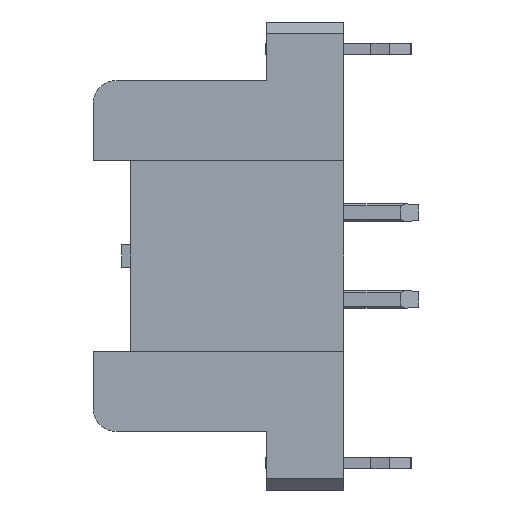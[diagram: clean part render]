
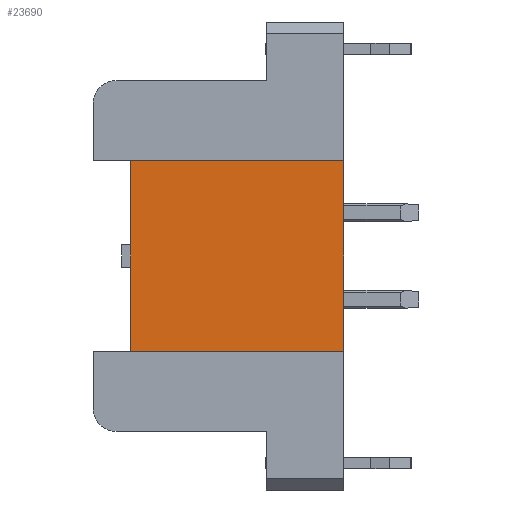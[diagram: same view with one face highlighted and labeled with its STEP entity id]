
A CAD part, front view. The second image highlights one B-rep face of the part: STEP entity #23690.
In plain terms, the highlighted planar face has unit normal (0, -1, 0).
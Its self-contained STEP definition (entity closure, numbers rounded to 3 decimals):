
#600=CARTESIAN_POINT('',(-9.873,8.781,
-38.287));
#610=VERTEX_POINT('',#600);
#640=CARTESIAN_POINT('',(-7.123,8.781,-38.287));
#650=DIRECTION('',(1.,0.,0.));
#660=VECTOR('',#650,1.);
#670=LINE('',#640,#660);
#680=CARTESIAN_POINT('',(-0.523,8.781,
-38.287));
#690=VERTEX_POINT('',#680);
#700=EDGE_CURVE('',#610,#690,#670,.T.);
#18200=CARTESIAN_POINT('',(-0.523,8.781,-29.918));
#18210=DIRECTION('',(0.,0.,-1.));
#18220=VECTOR('',#18210,1.);
#18230=LINE('',#18200,#18220);
#18240=CARTESIAN_POINT('',(-0.523,8.781,-29.918)
);
#18250=VERTEX_POINT('',#18240);
#18260=EDGE_CURVE('',#18250,#690,#18230,.T.);
#23460=CARTESIAN_POINT('',(-10.023,8.781,-18.488));
#23470=DIRECTION('',(0.,-1.,-0.));
#23480=DIRECTION('',(0.,0.,-1.));
#23490=AXIS2_PLACEMENT_3D('',#23460,#23470,#23480);
#23500=PLANE('',#23490);
#23510=CARTESIAN_POINT('',(-7.123,8.781,-29.918));
#23520=DIRECTION('',(-1.,0.,0.));
#23530=VECTOR('',#23520,1.);
#23540=LINE('',#23510,#23530);
#23550=CARTESIAN_POINT('',(-9.873,8.781,-29.918))
;
#23560=VERTEX_POINT('',#23550);
#23570=EDGE_CURVE('',#18250,#23560,#23540,.T.);
#23580=ORIENTED_EDGE('',*,*,#23570,.T.);
#23590=ORIENTED_EDGE('',*,*,#18260,.F.);
#23600=ORIENTED_EDGE('',*,*,#700,.T.);
#23610=CARTESIAN_POINT('',(-9.873,8.781,-54.768))
;
#23620=DIRECTION('',(0.,0.,1.));
#23630=VECTOR('',#23620,1.);
#23640=LINE('',#23610,#23630);
#23650=EDGE_CURVE('',#610,#23560,#23640,.T.);
#23660=ORIENTED_EDGE('',*,*,#23650,.F.);
#23670=EDGE_LOOP('',(#23660,#23600,#23590,#23580));
#23680=FACE_OUTER_BOUND('',#23670,.T.);
#23690=ADVANCED_FACE('',(#23680),#23500,.T.);
